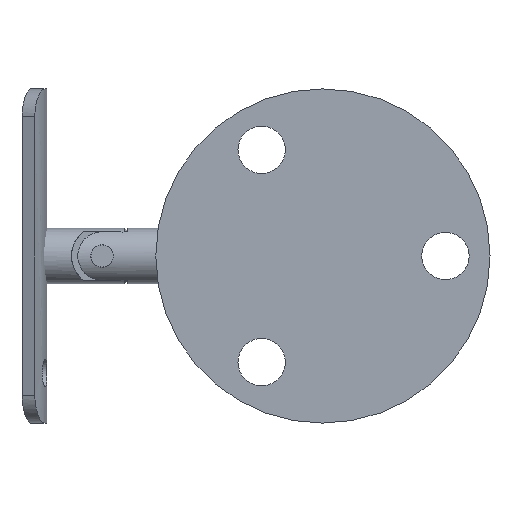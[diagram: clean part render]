
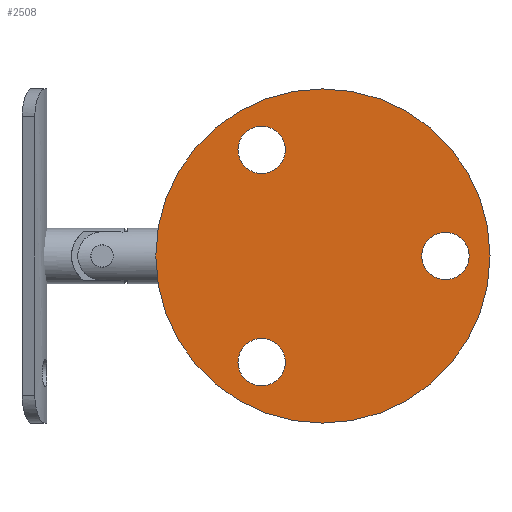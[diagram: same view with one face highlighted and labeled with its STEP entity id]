
A CAD part, left-side view. The second image highlights one B-rep face of the part: STEP entity #2508.
In plain terms, the highlighted planar face has unit normal (-1, 0, 0).
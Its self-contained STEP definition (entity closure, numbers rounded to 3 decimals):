
#33 = CARTESIAN_POINT ( 'NONE',  ( 0., 11., -23.303 ) ) ;
#69 = DIRECTION ( 'NONE',  ( 0., 0., -1. ) ) ;
#89 = CIRCLE ( 'NONE', #2572, 4.25 ) ;
#106 = CIRCLE ( 'NONE', #532, 4.25 ) ;
#131 = DIRECTION ( 'NONE',  ( 0., 0., -1. ) ) ;
#191 = AXIS2_PLACEMENT_3D ( 'NONE', #784, #344, #2626 ) ;
#209 = EDGE_CURVE ( 'NONE', #2010, #2595, #106, .T. ) ;
#219 = EDGE_CURVE ( 'NONE', #2595, #2010, #2533, .T. ) ;
#243 = ORIENTED_EDGE ( 'NONE', *, *, #2631, .T. ) ;
#247 = CARTESIAN_POINT ( 'NONE',  ( 0., 11., 23.303 ) ) ;
#296 = EDGE_CURVE ( 'NONE', #736, #1722, #1620, .T. ) ;
#307 = CARTESIAN_POINT ( 'NONE',  ( 0., 11., -19.053 ) ) ;
#320 = DIRECTION ( 'NONE',  ( 0., 0., -1. ) ) ;
#344 = DIRECTION ( 'NONE',  ( 1., 0., 0. ) ) ;
#371 = FACE_OUTER_BOUND ( 'NONE', #2090, .T. ) ;
#397 = AXIS2_PLACEMENT_3D ( 'NONE', #517, #1097, #320 ) ;
#441 = CARTESIAN_POINT ( 'NONE',  ( 0., 11., 19.053 ) ) ;
#445 = VERTEX_POINT ( 'NONE', #1479 ) ;
#491 = CIRCLE ( 'NONE', #925, 4.25 ) ;
#495 = DIRECTION ( 'NONE',  ( 1., 0., 0. ) ) ;
#517 = CARTESIAN_POINT ( 'NONE',  ( 0., 0., 0. ) ) ;
#523 = EDGE_CURVE ( 'NONE', #2161, #445, #2605, .T. ) ;
#528 = AXIS2_PLACEMENT_3D ( 'NONE', #2637, #988, #1792 ) ;
#532 = AXIS2_PLACEMENT_3D ( 'NONE', #2560, #495, #1356 ) ;
#557 = DIRECTION ( 'NONE',  ( 0., 0., -1. ) ) ;
#664 = EDGE_LOOP ( 'NONE', ( #243, #919 ) ) ;
#714 = EDGE_CURVE ( 'NONE', #1635, #1504, #491, .T. ) ;
#736 = VERTEX_POINT ( 'NONE', #1288 ) ;
#784 = CARTESIAN_POINT ( 'NONE',  ( 0., -22., 0. ) ) ;
#796 = FACE_BOUND ( 'NONE', #1974, .T. ) ;
#824 = DIRECTION ( 'NONE',  ( 1., 0., 0. ) ) ;
#887 = DIRECTION ( 'NONE',  ( 1., 0., 0. ) ) ;
#919 = ORIENTED_EDGE ( 'NONE', *, *, #714, .T. ) ;
#925 = AXIS2_PLACEMENT_3D ( 'NONE', #441, #824, #1878 ) ;
#988 = DIRECTION ( 'NONE',  ( 1., 0., 0. ) ) ;
#1028 = ORIENTED_EDGE ( 'NONE', *, *, #1402, .T. ) ;
#1031 = ORIENTED_EDGE ( 'NONE', *, *, #2120, .F. ) ;
#1077 = ORIENTED_EDGE ( 'NONE', *, *, #296, .T. ) ;
#1097 = DIRECTION ( 'NONE',  ( 1., 0., 0. ) ) ;
#1113 = ORIENTED_EDGE ( 'NONE', *, *, #209, .T. ) ;
#1169 = FACE_BOUND ( 'NONE', #1926, .T. ) ;
#1254 = ORIENTED_EDGE ( 'NONE', *, *, #219, .T. ) ;
#1288 = CARTESIAN_POINT ( 'NONE',  ( 0., -22., -4.25 ) ) ;
#1318 = CIRCLE ( 'NONE', #1784, 30. ) ;
#1319 = CIRCLE ( 'NONE', #1954, 4.25 ) ;
#1355 = AXIS2_PLACEMENT_3D ( 'NONE', #307, #1526, #2384 ) ;
#1356 = DIRECTION ( 'NONE',  ( 0., 0., -1. ) ) ;
#1402 = EDGE_CURVE ( 'NONE', #1722, #736, #89, .T. ) ;
#1404 = FACE_BOUND ( 'NONE', #664, .T. ) ;
#1479 = CARTESIAN_POINT ( 'NONE',  ( 0., 0., -30. ) ) ;
#1504 = VERTEX_POINT ( 'NONE', #1659 ) ;
#1526 = DIRECTION ( 'NONE',  ( 1., 0., 0. ) ) ;
#1585 = CARTESIAN_POINT ( 'NONE',  ( 0., 0., 0. ) ) ;
#1620 = CIRCLE ( 'NONE', #191, 4.25 ) ;
#1635 = VERTEX_POINT ( 'NONE', #247 ) ;
#1659 = CARTESIAN_POINT ( 'NONE',  ( 0., 11., 14.803 ) ) ;
#1664 = CARTESIAN_POINT ( 'NONE',  ( 0., 11., -14.803 ) ) ;
#1722 = VERTEX_POINT ( 'NONE', #2198 ) ;
#1784 = AXIS2_PLACEMENT_3D ( 'NONE', #1585, #2657, #557 ) ;
#1792 = DIRECTION ( 'NONE',  ( 0., 0., -1. ) ) ;
#1878 = DIRECTION ( 'NONE',  ( 0., 0., -1. ) ) ;
#1915 = CARTESIAN_POINT ( 'NONE',  ( 0., 11., 19.053 ) ) ;
#1926 = EDGE_LOOP ( 'NONE', ( #1113, #1254 ) ) ;
#1954 = AXIS2_PLACEMENT_3D ( 'NONE', #1915, #887, #69 ) ;
#1974 = EDGE_LOOP ( 'NONE', ( #1077, #1028 ) ) ;
#1987 = PLANE ( 'NONE',  #528 ) ;
#2010 = VERTEX_POINT ( 'NONE', #33 ) ;
#2090 = EDGE_LOOP ( 'NONE', ( #2273, #1031 ) ) ;
#2120 = EDGE_CURVE ( 'NONE', #445, #2161, #1318, .T. ) ;
#2161 = VERTEX_POINT ( 'NONE', #2240 ) ;
#2176 = DIRECTION ( 'NONE',  ( 1., 0., 0. ) ) ;
#2198 = CARTESIAN_POINT ( 'NONE',  ( 0., -22., 4.25 ) ) ;
#2212 = CARTESIAN_POINT ( 'NONE',  ( 0., -22., 0. ) ) ;
#2240 = CARTESIAN_POINT ( 'NONE',  ( 0., 0., 30. ) ) ;
#2273 = ORIENTED_EDGE ( 'NONE', *, *, #523, .F. ) ;
#2384 = DIRECTION ( 'NONE',  ( 0., 0., -1. ) ) ;
#2508 = ADVANCED_FACE ( 'NONE', ( #1169, #1404, #796, #371 ), #1987, .F. ) ;
#2533 = CIRCLE ( 'NONE', #1355, 4.25 ) ;
#2560 = CARTESIAN_POINT ( 'NONE',  ( 0., 11., -19.053 ) ) ;
#2572 = AXIS2_PLACEMENT_3D ( 'NONE', #2212, #2176, #131 ) ;
#2595 = VERTEX_POINT ( 'NONE', #1664 ) ;
#2605 = CIRCLE ( 'NONE', #397, 30. ) ;
#2626 = DIRECTION ( 'NONE',  ( 0., 0., -1. ) ) ;
#2631 = EDGE_CURVE ( 'NONE', #1504, #1635, #1319, .T. ) ;
#2637 = CARTESIAN_POINT ( 'NONE',  ( 0., 0., 0. ) ) ;
#2657 = DIRECTION ( 'NONE',  ( 1., 0., 0. ) ) ;
